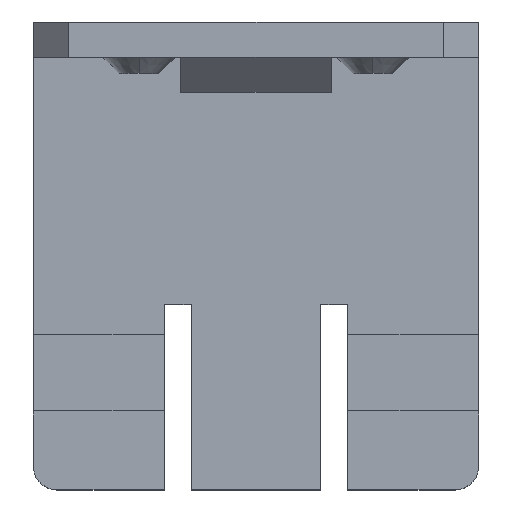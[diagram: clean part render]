
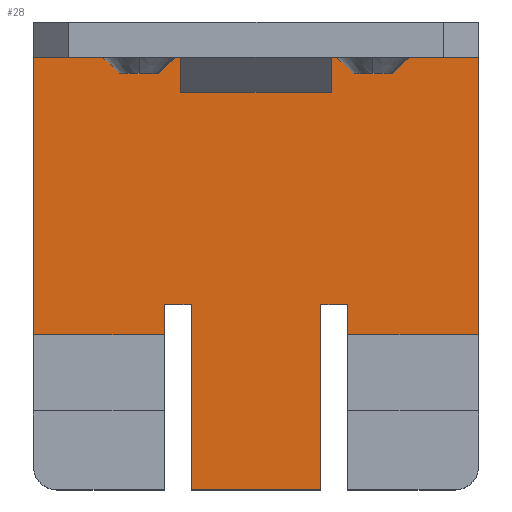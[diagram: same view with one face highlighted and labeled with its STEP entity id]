
A CAD part, top view. The second image highlights one B-rep face of the part: STEP entity #28.
In plain terms, the highlighted planar face has unit normal (0, 0, 1).
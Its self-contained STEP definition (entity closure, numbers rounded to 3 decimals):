
#14 = VERTEX_POINT ( 'NONE', #718 ) ;
#18 = EDGE_CURVE ( 'NONE', #1109, #31, #65, .T. ) ;
#20 = LINE ( 'NONE', #781, #490 ) ;
#26 = CARTESIAN_POINT ( 'NONE',  ( 19.034, 47.5, -45.5 ) ) ;
#28 = ADVANCED_FACE ( 'NONE', ( #293 ), #183, .T. ) ;
#31 = VERTEX_POINT ( 'NONE', #744 ) ;
#33 = DIRECTION ( 'NONE',  ( 1., 0., 0. ) ) ;
#41 = VECTOR ( 'NONE', #135, 1000. ) ;
#50 = CARTESIAN_POINT ( 'NONE',  ( 19.034, 43.5, -45.5 ) ) ;
#65 = LINE ( 'NONE', #1155, #748 ) ;
#75 = LINE ( 'NONE', #408, #1117 ) ;
#79 = VECTOR ( 'NONE', #1068, 1000. ) ;
#113 = VECTOR ( 'NONE', #1141, 1000. ) ;
#128 = CARTESIAN_POINT ( 'NONE',  ( 19.034, 26.361, -45.5 ) ) ;
#133 = EDGE_CURVE ( 'NONE', #1384, #14, #1385, .T. ) ;
#135 = DIRECTION ( 'NONE',  ( -1., 0., 0. ) ) ;
#147 = DIRECTION ( 'NONE',  ( 0., 1., 0. ) ) ;
#164 = CARTESIAN_POINT ( 'NONE',  ( -7.836, 23.75, -45.5 ) ) ;
#177 = VECTOR ( 'NONE', #958, 1000. ) ;
#183 = PLANE ( 'NONE',  #1158 ) ;
#214 = CARTESIAN_POINT ( 'NONE',  ( 7.836, 23.75, -45.5 ) ) ;
#223 = LINE ( 'NONE', #459, #402 ) ;
#231 = EDGE_CURVE ( 'NONE', #1346, #909, #497, .T. ) ;
#249 = EDGE_CURVE ( 'NONE', #1040, #31, #1163, .T. ) ;
#264 = CARTESIAN_POINT ( 'NONE',  ( -6.45, 44.5, -45.5 ) ) ;
#275 = CARTESIAN_POINT ( 'NONE',  ( 19.034, 26.361, -45.5 ) ) ;
#279 = CARTESIAN_POINT ( 'NONE',  ( 5.536, 26.361, -45.5 ) ) ;
#293 = FACE_OUTER_BOUND ( 'NONE', #313, .T. ) ;
#313 = EDGE_LOOP ( 'NONE', ( #1124, #971, #1009, #717, #963, #916, #1411, #507, #491, #704, #1282, #679, #975, #695, #949, #1220 ) ) ;
#317 = EDGE_CURVE ( 'NONE', #505, #1346, #223, .T. ) ;
#332 = LINE ( 'NONE', #578, #562 ) ;
#336 = CARTESIAN_POINT ( 'NONE',  ( 19.542, 23.75, -45.5 ) ) ;
#340 = VECTOR ( 'NONE', #1297, 1000. ) ;
#365 = EDGE_CURVE ( 'NONE', #14, #1403, #869, .T. ) ;
#380 = EDGE_CURVE ( 'NONE', #399, #1143, #332, .T. ) ;
#396 = CARTESIAN_POINT ( 'NONE',  ( -5.536, 10.5, -45.5 ) ) ;
#399 = VERTEX_POINT ( 'NONE', #699 ) ;
#402 = VECTOR ( 'NONE', #1101, 1000. ) ;
#408 = CARTESIAN_POINT ( 'NONE',  ( 7.836, 43.5, -45.5 ) ) ;
#414 = CARTESIAN_POINT ( 'NONE',  ( 6.45, 44.5, -45.5 ) ) ;
#429 = EDGE_CURVE ( 'NONE', #980, #1243, #757, .T. ) ;
#440 = EDGE_CURVE ( 'NONE', #1109, #1384, #20, .T. ) ;
#445 = EDGE_CURVE ( 'NONE', #1099, #1093, #1192, .T. ) ;
#451 = VECTOR ( 'NONE', #879, 1000. ) ;
#455 = DIRECTION ( 'NONE',  ( 0., 1., 0. ) ) ;
#459 = CARTESIAN_POINT ( 'NONE',  ( -19.034, 43.5, -45.5 ) ) ;
#490 = VECTOR ( 'NONE', #455, 1000. ) ;
#491 = ORIENTED_EDGE ( 'NONE', *, *, #1362, .T. ) ;
#497 = LINE ( 'NONE', #938, #79 ) ;
#505 = VERTEX_POINT ( 'NONE', #1236 ) ;
#507 = ORIENTED_EDGE ( 'NONE', *, *, #445, .F. ) ;
#536 = CARTESIAN_POINT ( 'NONE',  ( -19.034, 47.5, -45.5 ) ) ;
#562 = VECTOR ( 'NONE', #33, 1000. ) ;
#578 = CARTESIAN_POINT ( 'NONE',  ( -6.6, 44.5, -45.5 ) ) ;
#644 = CARTESIAN_POINT ( 'NONE',  ( 6.45, 47.5, -45.5 ) ) ;
#652 = DIRECTION ( 'NONE',  ( -1., 0., 0. ) ) ;
#679 = ORIENTED_EDGE ( 'NONE', *, *, #380, .F. ) ;
#695 = ORIENTED_EDGE ( 'NONE', *, *, #231, .F. ) ;
#699 = CARTESIAN_POINT ( 'NONE',  ( -6.45, 44.5, -45.5 ) ) ;
#704 = ORIENTED_EDGE ( 'NONE', *, *, #429, .F. ) ;
#717 = ORIENTED_EDGE ( 'NONE', *, *, #18, .T. ) ;
#718 = CARTESIAN_POINT ( 'NONE',  ( -7.836, 26.361, -45.5 ) ) ;
#723 = VECTOR ( 'NONE', #652, 1000. ) ;
#744 = CARTESIAN_POINT ( 'NONE',  ( 5.536, 10.5, -45.5 ) ) ;
#748 = VECTOR ( 'NONE', #939, 1000. ) ;
#757 = LINE ( 'NONE', #26, #451 ) ;
#761 = DIRECTION ( 'NONE',  ( 0., 1., 0. ) ) ;
#769 = CARTESIAN_POINT ( 'NONE',  ( 5.536, 43.5, -45.5 ) ) ;
#774 = VECTOR ( 'NONE', #1378, 1000. ) ;
#781 = CARTESIAN_POINT ( 'NONE',  ( -5.536, 43.5, -45.5 ) ) ;
#783 = VERTEX_POINT ( 'NONE', #1061 ) ;
#801 = EDGE_CURVE ( 'NONE', #1093, #783, #75, .T. ) ;
#830 = LINE ( 'NONE', #50, #846 ) ;
#846 = VECTOR ( 'NONE', #147, 1000. ) ;
#855 = DIRECTION ( 'NONE',  ( 0., 0., 1. ) ) ;
#869 = LINE ( 'NONE', #1195, #1181 ) ;
#879 = DIRECTION ( 'NONE',  ( 1., 0., 0. ) ) ;
#880 = LINE ( 'NONE', #1215, #41 ) ;
#909 = VERTEX_POINT ( 'NONE', #1102 ) ;
#914 = LINE ( 'NONE', #264, #113 ) ;
#916 = ORIENTED_EDGE ( 'NONE', *, *, #1084, .F. ) ;
#938 = CARTESIAN_POINT ( 'NONE',  ( 19.034, 47.5, -45.5 ) ) ;
#939 = DIRECTION ( 'NONE',  ( 1., 0., 0. ) ) ;
#948 = CARTESIAN_POINT ( 'NONE',  ( 19.034, 23.75, -45.5 ) ) ;
#949 = ORIENTED_EDGE ( 'NONE', *, *, #317, .F. ) ;
#950 = DIRECTION ( 'NONE',  ( 1., 0., 0. ) ) ;
#958 = DIRECTION ( 'NONE',  ( -1., 0., 0. ) ) ;
#963 = ORIENTED_EDGE ( 'NONE', *, *, #249, .F. ) ;
#971 = ORIENTED_EDGE ( 'NONE', *, *, #133, .F. ) ;
#975 = ORIENTED_EDGE ( 'NONE', *, *, #1358, .T. ) ;
#980 = VERTEX_POINT ( 'NONE', #644 ) ;
#982 = EDGE_CURVE ( 'NONE', #1143, #980, #1081, .T. ) ;
#1009 = ORIENTED_EDGE ( 'NONE', *, *, #440, .F. ) ;
#1033 = CARTESIAN_POINT ( 'NONE',  ( -5.536, 26.361, -45.5 ) ) ;
#1040 = VERTEX_POINT ( 'NONE', #279 ) ;
#1057 = CARTESIAN_POINT ( 'NONE',  ( 19.034, 43.5, -45.5 ) ) ;
#1061 = CARTESIAN_POINT ( 'NONE',  ( 7.836, 26.361, -45.5 ) ) ;
#1068 = DIRECTION ( 'NONE',  ( 1., 0., 0. ) ) ;
#1081 = LINE ( 'NONE', #1306, #1092 ) ;
#1084 = EDGE_CURVE ( 'NONE', #783, #1040, #1108, .T. ) ;
#1086 = DIRECTION ( 'NONE',  ( 0., -1., 0. ) ) ;
#1092 = VECTOR ( 'NONE', #761, 1000. ) ;
#1093 = VERTEX_POINT ( 'NONE', #214 ) ;
#1099 = VERTEX_POINT ( 'NONE', #948 ) ;
#1101 = DIRECTION ( 'NONE',  ( 0., 1., 0. ) ) ;
#1102 = CARTESIAN_POINT ( 'NONE',  ( -6.45, 47.5, -45.5 ) ) ;
#1108 = LINE ( 'NONE', #128, #177 ) ;
#1109 = VERTEX_POINT ( 'NONE', #396 ) ;
#1117 = VECTOR ( 'NONE', #1159, 1000. ) ;
#1124 = ORIENTED_EDGE ( 'NONE', *, *, #365, .F. ) ;
#1141 = DIRECTION ( 'NONE',  ( 0., 1., 0. ) ) ;
#1143 = VERTEX_POINT ( 'NONE', #414 ) ;
#1155 = CARTESIAN_POINT ( 'NONE',  ( 19.034, 10.5, -45.5 ) ) ;
#1158 = AXIS2_PLACEMENT_3D ( 'NONE', #1057, #855, #950 ) ;
#1159 = DIRECTION ( 'NONE',  ( 0., 1., 0. ) ) ;
#1163 = LINE ( 'NONE', #769, #340 ) ;
#1181 = VECTOR ( 'NONE', #1086, 1000. ) ;
#1192 = LINE ( 'NONE', #336, #723 ) ;
#1195 = CARTESIAN_POINT ( 'NONE',  ( -7.836, 43.5, -45.5 ) ) ;
#1215 = CARTESIAN_POINT ( 'NONE',  ( -19.542, 23.75, -45.5 ) ) ;
#1220 = ORIENTED_EDGE ( 'NONE', *, *, #1237, .F. ) ;
#1236 = CARTESIAN_POINT ( 'NONE',  ( -19.034, 23.75, -45.5 ) ) ;
#1237 = EDGE_CURVE ( 'NONE', #1403, #505, #880, .T. ) ;
#1243 = VERTEX_POINT ( 'NONE', #1333 ) ;
#1282 = ORIENTED_EDGE ( 'NONE', *, *, #982, .F. ) ;
#1297 = DIRECTION ( 'NONE',  ( 0., -1., 0. ) ) ;
#1306 = CARTESIAN_POINT ( 'NONE',  ( 6.45, 44.5, -45.5 ) ) ;
#1333 = CARTESIAN_POINT ( 'NONE',  ( 19.034, 47.5, -45.5 ) ) ;
#1346 = VERTEX_POINT ( 'NONE', #536 ) ;
#1358 = EDGE_CURVE ( 'NONE', #399, #909, #914, .T. ) ;
#1362 = EDGE_CURVE ( 'NONE', #1099, #1243, #830, .T. ) ;
#1378 = DIRECTION ( 'NONE',  ( -1., 0., 0. ) ) ;
#1384 = VERTEX_POINT ( 'NONE', #1033 ) ;
#1385 = LINE ( 'NONE', #275, #774 ) ;
#1403 = VERTEX_POINT ( 'NONE', #164 ) ;
#1411 = ORIENTED_EDGE ( 'NONE', *, *, #801, .F. ) ;
